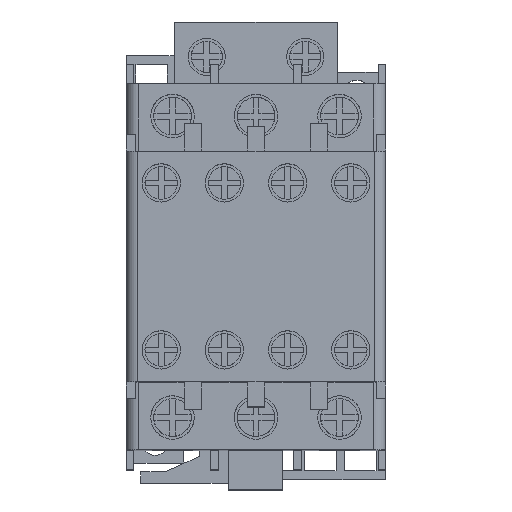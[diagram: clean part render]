
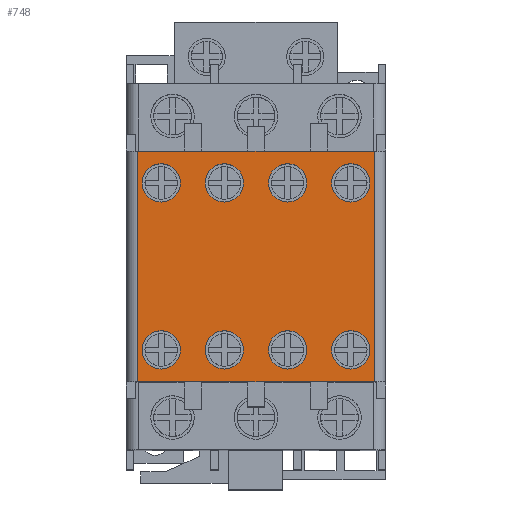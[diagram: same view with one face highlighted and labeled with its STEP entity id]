
A CAD part, top view. The second image highlights one B-rep face of the part: STEP entity #748.
In plain terms, the highlighted planar face has unit normal (0, 0, 1).
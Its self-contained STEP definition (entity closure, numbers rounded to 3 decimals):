
#285=FACE_BOUND('',#2510,.T.);
#286=FACE_BOUND('',#2511,.T.);
#287=FACE_BOUND('',#2512,.T.);
#288=FACE_BOUND('',#2513,.T.);
#289=FACE_BOUND('',#2514,.T.);
#290=FACE_BOUND('',#2515,.T.);
#291=FACE_BOUND('',#2516,.T.);
#292=FACE_BOUND('',#2517,.T.);
#293=FACE_BOUND('',#2518,.T.);
#748=ADVANCED_FACE('',(#285,#286,#287,#288,#289,#290,#291,#292,#293),#1333,
 .F.);
#1333=PLANE('',#12003);
#2510=EDGE_LOOP('',(#5001));
#2511=EDGE_LOOP('',(#5002));
#2512=EDGE_LOOP('',(#5003,#5004,#5005,#5006));
#2513=EDGE_LOOP('',(#5007));
#2514=EDGE_LOOP('',(#5008));
#2515=EDGE_LOOP('',(#5009));
#2516=EDGE_LOOP('',(#5010));
#2517=EDGE_LOOP('',(#5011));
#2518=EDGE_LOOP('',(#5012));
#2931=CIRCLE('',#11995,3.3);
#2932=CIRCLE('',#11996,3.3);
#2933=CIRCLE('',#11997,3.3);
#2934=CIRCLE('',#11998,3.3);
#2935=CIRCLE('',#11999,3.3);
#2936=CIRCLE('',#12000,3.3);
#2937=CIRCLE('',#12001,3.3);
#2938=CIRCLE('',#12002,3.3);
#5001=ORIENTED_EDGE('',*,*,#8270,.F.);
#5002=ORIENTED_EDGE('',*,*,#8271,.F.);
#5003=ORIENTED_EDGE('',*,*,#8272,.F.);
#5004=ORIENTED_EDGE('',*,*,#8273,.T.);
#5005=ORIENTED_EDGE('',*,*,#8274,.T.);
#5006=ORIENTED_EDGE('',*,*,#8275,.T.);
#5007=ORIENTED_EDGE('',*,*,#8276,.F.);
#5008=ORIENTED_EDGE('',*,*,#8277,.F.);
#5009=ORIENTED_EDGE('',*,*,#8278,.T.);
#5010=ORIENTED_EDGE('',*,*,#8279,.T.);
#5011=ORIENTED_EDGE('',*,*,#8280,.T.);
#5012=ORIENTED_EDGE('',*,*,#8281,.T.);
#6895=VERTEX_POINT('',#17498);
#6896=VERTEX_POINT('',#17500);
#6897=VERTEX_POINT('',#17502);
#6898=VERTEX_POINT('',#17503);
#6899=VERTEX_POINT('',#17505);
#6900=VERTEX_POINT('',#17507);
#6901=VERTEX_POINT('',#17510);
#6902=VERTEX_POINT('',#17512);
#6903=VERTEX_POINT('',#17514);
#6904=VERTEX_POINT('',#17516);
#6905=VERTEX_POINT('',#17518);
#6906=VERTEX_POINT('',#17520);
#8270=EDGE_CURVE('',#6895,#6895,#2931,.T.);
#8271=EDGE_CURVE('',#6896,#6896,#2932,.T.);
#8272=EDGE_CURVE('',#6897,#6898,#9701,.T.);
#8273=EDGE_CURVE('',#6897,#6899,#9702,.T.);
#8274=EDGE_CURVE('',#6899,#6900,#9703,.T.);
#8275=EDGE_CURVE('',#6900,#6898,#9704,.T.);
#8276=EDGE_CURVE('',#6901,#6901,#2933,.T.);
#8277=EDGE_CURVE('',#6902,#6902,#2934,.T.);
#8278=EDGE_CURVE('',#6903,#6903,#2935,.T.);
#8279=EDGE_CURVE('',#6904,#6904,#2936,.T.);
#8280=EDGE_CURVE('',#6905,#6905,#2937,.T.);
#8281=EDGE_CURVE('',#6906,#6906,#2938,.T.);
#9701=LINE('',#17501,#11052);
#9702=LINE('',#17504,#11053);
#9703=LINE('',#17506,#11054);
#9704=LINE('',#17508,#11055);
#11052=VECTOR('',#14261,1.);
#11053=VECTOR('',#14262,1.);
#11054=VECTOR('',#14263,1.);
#11055=VECTOR('',#14264,1.);
#11995=AXIS2_PLACEMENT_3D('',#17497,#14257,#14258);
#11996=AXIS2_PLACEMENT_3D('',#17499,#14259,#14260);
#11997=AXIS2_PLACEMENT_3D('',#17509,#14265,#14266);
#11998=AXIS2_PLACEMENT_3D('',#17511,#14267,#14268);
#11999=AXIS2_PLACEMENT_3D('',#17513,#14269,#14270);
#12000=AXIS2_PLACEMENT_3D('',#17515,#14271,#14272);
#12001=AXIS2_PLACEMENT_3D('',#17517,#14273,#14274);
#12002=AXIS2_PLACEMENT_3D('',#17519,#14275,#14276);
#12003=AXIS2_PLACEMENT_3D('',#17521,#14277,#14278);
#14257=DIRECTION('',(0.,0.,1.));
#14258=DIRECTION('',(0.,1.,0.));
#14259=DIRECTION('',(0.,0.,1.));
#14260=DIRECTION('',(0.,1.,0.));
#14261=DIRECTION('',(1.,0.,0.));
#14262=DIRECTION('',(0.,-1.,0.));
#14263=DIRECTION('',(1.,0.,0.));
#14264=DIRECTION('',(0.,1.,0.));
#14265=DIRECTION('',(0.,0.,1.));
#14266=DIRECTION('',(0.,1.,0.));
#14267=DIRECTION('',(0.,0.,1.));
#14268=DIRECTION('',(0.,1.,0.));
#14269=DIRECTION('',(0.,0.,-1.));
#14270=DIRECTION('',(0.,-1.,0.));
#14271=DIRECTION('',(0.,0.,-1.));
#14272=DIRECTION('',(0.,-1.,0.));
#14273=DIRECTION('',(0.,0.,-1.));
#14274=DIRECTION('',(0.,-1.,0.));
#14275=DIRECTION('',(0.,0.,-1.));
#14276=DIRECTION('',(0.,-1.,0.));
#14277=DIRECTION('',(0.,0.,-1.));
#14278=DIRECTION('',(-1.,0.,0.));
#17497=CARTESIAN_POINT('',(16.35,-14.4,131.));
#17498=CARTESIAN_POINT('',(16.35,-11.1,131.));
#17499=CARTESIAN_POINT('',(-16.35,-14.4,131.));
#17500=CARTESIAN_POINT('',(-16.35,-11.1,131.));
#17501=CARTESIAN_POINT('',(-22.4,19.9,131.));
#17502=CARTESIAN_POINT('',(-20.4,19.9,131.));
#17503=CARTESIAN_POINT('',(20.4,19.9,131.));
#17504=CARTESIAN_POINT('',(-20.4,-19.9,131.));
#17505=CARTESIAN_POINT('',(-20.4,-19.9,131.));
#17506=CARTESIAN_POINT('',(-22.4,-19.9,131.));
#17507=CARTESIAN_POINT('',(20.4,-19.9,131.));
#17508=CARTESIAN_POINT('',(20.4,-19.9,131.));
#17509=CARTESIAN_POINT('',(-5.45,-14.4,131.));
#17510=CARTESIAN_POINT('',(-5.45,-11.1,131.));
#17511=CARTESIAN_POINT('',(5.45,-14.4,131.));
#17512=CARTESIAN_POINT('',(5.45,-11.1,131.));
#17513=CARTESIAN_POINT('',(16.35,14.4,131.));
#17514=CARTESIAN_POINT('',(16.35,11.1,131.));
#17515=CARTESIAN_POINT('',(-16.35,14.4,131.));
#17516=CARTESIAN_POINT('',(-16.35,11.1,131.));
#17517=CARTESIAN_POINT('',(-5.45,14.4,131.));
#17518=CARTESIAN_POINT('',(-5.45,11.1,131.));
#17519=CARTESIAN_POINT('',(5.45,14.4,131.));
#17520=CARTESIAN_POINT('',(5.45,11.1,131.));
#17521=CARTESIAN_POINT('',(-22.4,-19.9,131.));
